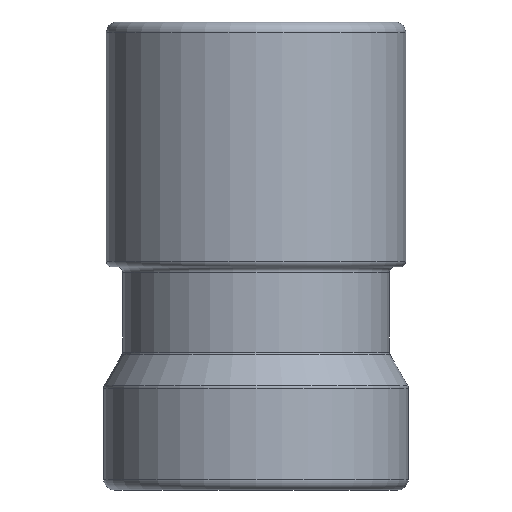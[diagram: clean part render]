
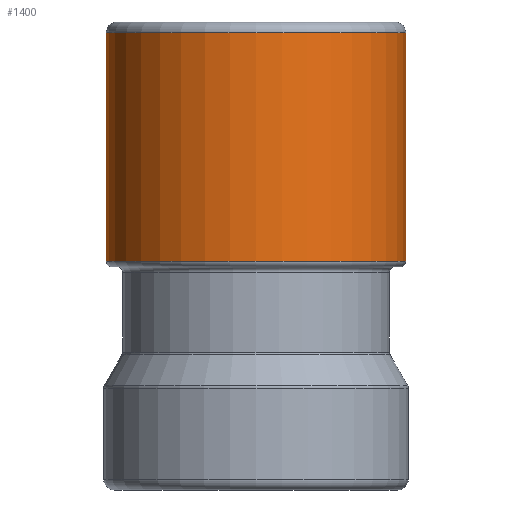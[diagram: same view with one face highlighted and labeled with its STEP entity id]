
A CAD part, left-side view. The second image highlights one B-rep face of the part: STEP entity #1400.
In plain terms, the highlighted cylindrical face has radius 13.75 mm (diameter 27.5 mm), a partial arc.
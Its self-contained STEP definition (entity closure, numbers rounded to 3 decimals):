
#675=CARTESIAN_POINT('',(0.,0.,21.));
#676=DIRECTION('',(0.,0.,-1.));
#677=DIRECTION('',(0.,-1.,0.));
#678=AXIS2_PLACEMENT_3D('',#675,#676,#677);
#683=DIRECTION('',(0.,0.,1.));
#684=VECTOR('',#683,21.);
#685=CARTESIAN_POINT('',(0.,13.75,21.));
#686=LINE('',#685,#684);
#690=CARTESIAN_POINT('',(0.,0.,42.));
#691=DIRECTION('',(0.,0.,1.));
#692=DIRECTION('',(0.,1.,0.));
#693=AXIS2_PLACEMENT_3D('',#690,#691,#692);
#698=DIRECTION('',(0.,0.,1.));
#699=VECTOR('',#698,21.);
#700=CARTESIAN_POINT('',(0.,-13.75,21.));
#701=LINE('',#700,#699);
#709=CARTESIAN_POINT('',(0.,-13.75,21.));
#710=CARTESIAN_POINT('',(0.,13.75,21.));
#711=VERTEX_POINT('',#709);
#712=VERTEX_POINT('',#710);
#717=CARTESIAN_POINT('',(0.,13.75,42.));
#718=VERTEX_POINT('',#717);
#723=CARTESIAN_POINT('',(0.,-13.75,42.));
#724=VERTEX_POINT('',#723);
#1389=CARTESIAN_POINT('',(0.,0.,45.15));
#1390=DIRECTION('',(0.,0.,-1.));
#1391=DIRECTION('',(0.,-1.,0.));
#1392=AXIS2_PLACEMENT_3D('',#1389,#1390,#1391);
#1393=CYLINDRICAL_SURFACE('',#1392,13.75);
#1394=ORIENTED_EDGE('',*,*,#1381,.T.);
#1395=ORIENTED_EDGE('',*,*,#1357,.T.);
#1396=ORIENTED_EDGE('',*,*,#1327,.T.);
#1397=ORIENTED_EDGE('',*,*,#1354,.F.);
#1398=EDGE_LOOP('',(#1394,#1395,#1396,#1397));
#1399=FACE_OUTER_BOUND('',#1398,.F.);
#1400=ADVANCED_FACE('',(#1399),#1393,.T.);
#679=CIRCLE('',#678,13.75);
#694=CIRCLE('',#693,13.75);
#1327=EDGE_CURVE('',#718,#724,#694,.T.);
#1354=EDGE_CURVE('',#711,#724,#701,.T.);
#1357=EDGE_CURVE('',#712,#718,#686,.T.);
#1381=EDGE_CURVE('',#711,#712,#679,.T.);
